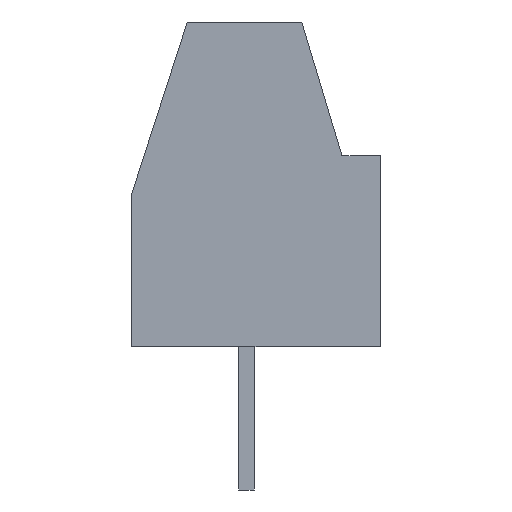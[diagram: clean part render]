
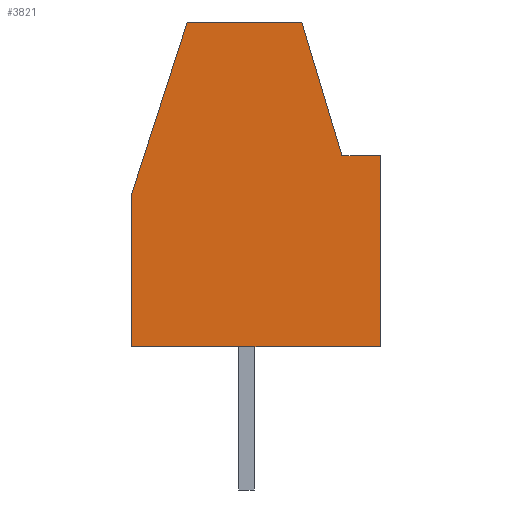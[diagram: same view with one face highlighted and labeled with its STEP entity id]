
A CAD part, left-side view. The second image highlights one B-rep face of the part: STEP entity #3821.
In plain terms, the highlighted planar face has unit normal (-1, 0, 0).
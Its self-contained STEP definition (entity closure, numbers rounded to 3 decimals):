
#3288 = VERTEX_POINT('',#3289);
#3289 = CARTESIAN_POINT('',(0.,-3.5,0.)
  );
#3298 = PLANE('',#3299);
#3299 = AXIS2_PLACEMENT_3D('',#3300,#3301,#3302);
#3300 = CARTESIAN_POINT('',(0.,-3.5,0.));
#3301 = DIRECTION('',(0.,-1.,0.));
#3302 = DIRECTION('',(0.,0.,1.));
#3310 = PLANE('',#3311);
#3311 = AXIS2_PLACEMENT_3D('',#3312,#3313,#3314);
#3312 = CARTESIAN_POINT('',(0.,-3.5,0.));
#3313 = DIRECTION('',(0.,0.,1.));
#3314 = DIRECTION('',(0.,1.,0.));
#3351 = VERTEX_POINT('',#3352);
#3352 = CARTESIAN_POINT('',(0.,-3.5,5.));
#3366 = PLANE('',#3367);
#3367 = AXIS2_PLACEMENT_3D('',#3368,#3369,#3370);
#3368 = CARTESIAN_POINT('',(0.,-3.5,5.));
#3369 = DIRECTION('',(0.,0.,1.));
#3370 = DIRECTION('',(0.,1.,0.));
#3378 = EDGE_CURVE('',#3288,#3351,#3379,.T.);
#3379 = SURFACE_CURVE('',#3380,(#3384,#3391),.PCURVE_S1.);
#3380 = LINE('',#3381,#3382);
#3381 = CARTESIAN_POINT('',(0.,-3.5,0.));
#3382 = VECTOR('',#3383,1.);
#3383 = DIRECTION('',(0.,0.,1.));
#3384 = PCURVE('',#3298,#3385);
#3385 = DEFINITIONAL_REPRESENTATION('',(#3386),#3390);
#3386 = LINE('',#3387,#3388);
#3387 = CARTESIAN_POINT('',(0.,0.));
#3388 = VECTOR('',#3389,1.);
#3389 = DIRECTION('',(1.,0.));
#3390 = ( GEOMETRIC_REPRESENTATION_CONTEXT(2) 
PARAMETRIC_REPRESENTATION_CONTEXT() REPRESENTATION_CONTEXT('2D SPACE',''
  ) );
#3391 = PCURVE('',#3392,#3397);
#3392 = PLANE('',#3393);
#3393 = AXIS2_PLACEMENT_3D('',#3394,#3395,#3396);
#3394 = CARTESIAN_POINT('',(0.,-0.231,
    3.774));
#3395 = DIRECTION('',(1.,0.,0.));
#3396 = DIRECTION('',(0.,0.,1.));
#3397 = DEFINITIONAL_REPRESENTATION('',(#3398),#3402);
#3398 = LINE('',#3399,#3400);
#3399 = CARTESIAN_POINT('',(-3.774,3.269));
#3400 = VECTOR('',#3401,1.);
#3401 = DIRECTION('',(1.,0.));
#3402 = ( GEOMETRIC_REPRESENTATION_CONTEXT(2) 
PARAMETRIC_REPRESENTATION_CONTEXT() REPRESENTATION_CONTEXT('2D SPACE',''
  ) );
#3774 = VERTEX_POINT('',#3775);
#3775 = CARTESIAN_POINT('',(0.,3.,0.));
#3789 = PLANE('',#3790);
#3790 = AXIS2_PLACEMENT_3D('',#3791,#3792,#3793);
#3791 = CARTESIAN_POINT('',(0.,3.,0.)
  );
#3792 = DIRECTION('',(0.,-1.,0.));
#3793 = DIRECTION('',(0.,0.,1.));
#3801 = EDGE_CURVE('',#3288,#3774,#3802,.T.);
#3802 = SURFACE_CURVE('',#3803,(#3807,#3814),.PCURVE_S1.);
#3803 = LINE('',#3804,#3805);
#3804 = CARTESIAN_POINT('',(0.,-3.5,0.));
#3805 = VECTOR('',#3806,1.);
#3806 = DIRECTION('',(0.,1.,0.));
#3807 = PCURVE('',#3310,#3808);
#3808 = DEFINITIONAL_REPRESENTATION('',(#3809),#3813);
#3809 = LINE('',#3810,#3811);
#3810 = CARTESIAN_POINT('',(0.,0.));
#3811 = VECTOR('',#3812,1.);
#3812 = DIRECTION('',(1.,0.));
#3813 = ( GEOMETRIC_REPRESENTATION_CONTEXT(2) 
PARAMETRIC_REPRESENTATION_CONTEXT() REPRESENTATION_CONTEXT('2D SPACE',''
  ) );
#3814 = PCURVE('',#3392,#3815);
#3815 = DEFINITIONAL_REPRESENTATION('',(#3816),#3820);
#3816 = LINE('',#3817,#3818);
#3817 = CARTESIAN_POINT('',(-3.774,3.269));
#3818 = VECTOR('',#3819,1.);
#3819 = DIRECTION('',(0.,-1.));
#3820 = ( GEOMETRIC_REPRESENTATION_CONTEXT(2) 
PARAMETRIC_REPRESENTATION_CONTEXT() REPRESENTATION_CONTEXT('2D SPACE',''
  ) );
#3821 = ADVANCED_FACE('',(#3822),#3392,.F.);
#3822 = FACE_BOUND('',#3823,.F.);
#3823 = EDGE_LOOP('',(#3824,#3825,#3826,#3849,#3877,#3905,#3933));
#3824 = ORIENTED_EDGE('',*,*,#3378,.F.);
#3825 = ORIENTED_EDGE('',*,*,#3801,.T.);
#3826 = ORIENTED_EDGE('',*,*,#3827,.T.);
#3827 = EDGE_CURVE('',#3774,#3828,#3830,.T.);
#3828 = VERTEX_POINT('',#3829);
#3829 = CARTESIAN_POINT('',(0.,3.,4.));
#3830 = SURFACE_CURVE('',#3831,(#3835,#3842),.PCURVE_S1.);
#3831 = LINE('',#3832,#3833);
#3832 = CARTESIAN_POINT('',(0.,3.,0.));
#3833 = VECTOR('',#3834,1.);
#3834 = DIRECTION('',(0.,0.,1.));
#3835 = PCURVE('',#3392,#3836);
#3836 = DEFINITIONAL_REPRESENTATION('',(#3837),#3841);
#3837 = LINE('',#3838,#3839);
#3838 = CARTESIAN_POINT('',(-3.774,-3.231));
#3839 = VECTOR('',#3840,1.);
#3840 = DIRECTION('',(1.,0.));
#3841 = ( GEOMETRIC_REPRESENTATION_CONTEXT(2) 
PARAMETRIC_REPRESENTATION_CONTEXT() REPRESENTATION_CONTEXT('2D SPACE',''
  ) );
#3842 = PCURVE('',#3789,#3843);
#3843 = DEFINITIONAL_REPRESENTATION('',(#3844),#3848);
#3844 = LINE('',#3845,#3846);
#3845 = CARTESIAN_POINT('',(0.,0.));
#3846 = VECTOR('',#3847,1.);
#3847 = DIRECTION('',(1.,0.));
#3848 = ( GEOMETRIC_REPRESENTATION_CONTEXT(2) 
PARAMETRIC_REPRESENTATION_CONTEXT() REPRESENTATION_CONTEXT('2D SPACE',''
  ) );
#3849 = ORIENTED_EDGE('',*,*,#3850,.F.);
#3850 = EDGE_CURVE('',#3851,#3828,#3853,.T.);
#3851 = VERTEX_POINT('',#3852);
#3852 = CARTESIAN_POINT('',(0.,1.551,8.5));
#3853 = SURFACE_CURVE('',#3854,(#3858,#3865),.PCURVE_S1.);
#3854 = LINE('',#3855,#3856);
#3855 = CARTESIAN_POINT('',(0.,1.551,8.5));
#3856 = VECTOR('',#3857,1.);
#3857 = DIRECTION('',(0.,0.307,-0.952)
  );
#3858 = PCURVE('',#3392,#3859);
#3859 = DEFINITIONAL_REPRESENTATION('',(#3860),#3864);
#3860 = LINE('',#3861,#3862);
#3861 = CARTESIAN_POINT('',(4.726,-1.781));
#3862 = VECTOR('',#3863,1.);
#3863 = DIRECTION('',(-0.952,-0.307));
#3864 = ( GEOMETRIC_REPRESENTATION_CONTEXT(2) 
PARAMETRIC_REPRESENTATION_CONTEXT() REPRESENTATION_CONTEXT('2D SPACE',''
  ) );
#3865 = PCURVE('',#3866,#3871);
#3866 = PLANE('',#3867);
#3867 = AXIS2_PLACEMENT_3D('',#3868,#3869,#3870);
#3868 = CARTESIAN_POINT('',(0.,1.551,8.5));
#3869 = DIRECTION('',(0.,0.952,0.307)
  );
#3870 = DIRECTION('',(0.,0.307,-0.952)
  );
#3871 = DEFINITIONAL_REPRESENTATION('',(#3872),#3876);
#3872 = LINE('',#3873,#3874);
#3873 = CARTESIAN_POINT('',(0.,0.));
#3874 = VECTOR('',#3875,1.);
#3875 = DIRECTION('',(1.,0.));
#3876 = ( GEOMETRIC_REPRESENTATION_CONTEXT(2) 
PARAMETRIC_REPRESENTATION_CONTEXT() REPRESENTATION_CONTEXT('2D SPACE',''
  ) );
#3877 = ORIENTED_EDGE('',*,*,#3878,.F.);
#3878 = EDGE_CURVE('',#3879,#3851,#3881,.T.);
#3879 = VERTEX_POINT('',#3880);
#3880 = CARTESIAN_POINT('',(0.,-1.449,8.5));
#3881 = SURFACE_CURVE('',#3882,(#3886,#3893),.PCURVE_S1.);
#3882 = LINE('',#3883,#3884);
#3883 = CARTESIAN_POINT('',(0.,-1.449,8.5));
#3884 = VECTOR('',#3885,1.);
#3885 = DIRECTION('',(0.,1.,0.));
#3886 = PCURVE('',#3392,#3887);
#3887 = DEFINITIONAL_REPRESENTATION('',(#3888),#3892);
#3888 = LINE('',#3889,#3890);
#3889 = CARTESIAN_POINT('',(4.726,1.219));
#3890 = VECTOR('',#3891,1.);
#3891 = DIRECTION('',(0.,-1.));
#3892 = ( GEOMETRIC_REPRESENTATION_CONTEXT(2) 
PARAMETRIC_REPRESENTATION_CONTEXT() REPRESENTATION_CONTEXT('2D SPACE',''
  ) );
#3893 = PCURVE('',#3894,#3899);
#3894 = PLANE('',#3895);
#3895 = AXIS2_PLACEMENT_3D('',#3896,#3897,#3898);
#3896 = CARTESIAN_POINT('',(0.,-1.449,8.5));
#3897 = DIRECTION('',(0.,0.,1.));
#3898 = DIRECTION('',(0.,1.,0.));
#3899 = DEFINITIONAL_REPRESENTATION('',(#3900),#3904);
#3900 = LINE('',#3901,#3902);
#3901 = CARTESIAN_POINT('',(0.,0.));
#3902 = VECTOR('',#3903,1.);
#3903 = DIRECTION('',(1.,0.));
#3904 = ( GEOMETRIC_REPRESENTATION_CONTEXT(2) 
PARAMETRIC_REPRESENTATION_CONTEXT() REPRESENTATION_CONTEXT('2D SPACE',''
  ) );
#3905 = ORIENTED_EDGE('',*,*,#3906,.F.);
#3906 = EDGE_CURVE('',#3907,#3879,#3909,.T.);
#3907 = VERTEX_POINT('',#3908);
#3908 = CARTESIAN_POINT('',(0.,-2.5,5.));
#3909 = SURFACE_CURVE('',#3910,(#3914,#3921),.PCURVE_S1.);
#3910 = LINE('',#3911,#3912);
#3911 = CARTESIAN_POINT('',(0.,-2.5,5.));
#3912 = VECTOR('',#3913,1.);
#3913 = DIRECTION('',(0.,0.288,0.958)
  );
#3914 = PCURVE('',#3392,#3915);
#3915 = DEFINITIONAL_REPRESENTATION('',(#3916),#3920);
#3916 = LINE('',#3917,#3918);
#3917 = CARTESIAN_POINT('',(1.226,2.269));
#3918 = VECTOR('',#3919,1.);
#3919 = DIRECTION('',(0.958,-0.288));
#3920 = ( GEOMETRIC_REPRESENTATION_CONTEXT(2) 
PARAMETRIC_REPRESENTATION_CONTEXT() REPRESENTATION_CONTEXT('2D SPACE',''
  ) );
#3921 = PCURVE('',#3922,#3927);
#3922 = PLANE('',#3923);
#3923 = AXIS2_PLACEMENT_3D('',#3924,#3925,#3926);
#3924 = CARTESIAN_POINT('',(0.,-2.5,5.));
#3925 = DIRECTION('',(0.,-0.958,0.288)
  );
#3926 = DIRECTION('',(0.,0.288,0.958)
  );
#3927 = DEFINITIONAL_REPRESENTATION('',(#3928),#3932);
#3928 = LINE('',#3929,#3930);
#3929 = CARTESIAN_POINT('',(0.,0.));
#3930 = VECTOR('',#3931,1.);
#3931 = DIRECTION('',(1.,0.));
#3932 = ( GEOMETRIC_REPRESENTATION_CONTEXT(2) 
PARAMETRIC_REPRESENTATION_CONTEXT() REPRESENTATION_CONTEXT('2D SPACE',''
  ) );
#3933 = ORIENTED_EDGE('',*,*,#3934,.F.);
#3934 = EDGE_CURVE('',#3351,#3907,#3935,.T.);
#3935 = SURFACE_CURVE('',#3936,(#3940,#3947),.PCURVE_S1.);
#3936 = LINE('',#3937,#3938);
#3937 = CARTESIAN_POINT('',(0.,-3.5,5.));
#3938 = VECTOR('',#3939,1.);
#3939 = DIRECTION('',(0.,1.,0.));
#3940 = PCURVE('',#3392,#3941);
#3941 = DEFINITIONAL_REPRESENTATION('',(#3942),#3946);
#3942 = LINE('',#3943,#3944);
#3943 = CARTESIAN_POINT('',(1.226,3.269));
#3944 = VECTOR('',#3945,1.);
#3945 = DIRECTION('',(0.,-1.));
#3946 = ( GEOMETRIC_REPRESENTATION_CONTEXT(2) 
PARAMETRIC_REPRESENTATION_CONTEXT() REPRESENTATION_CONTEXT('2D SPACE',''
  ) );
#3947 = PCURVE('',#3366,#3948);
#3948 = DEFINITIONAL_REPRESENTATION('',(#3949),#3953);
#3949 = LINE('',#3950,#3951);
#3950 = CARTESIAN_POINT('',(0.,0.));
#3951 = VECTOR('',#3952,1.);
#3952 = DIRECTION('',(1.,0.));
#3953 = ( GEOMETRIC_REPRESENTATION_CONTEXT(2) 
PARAMETRIC_REPRESENTATION_CONTEXT() REPRESENTATION_CONTEXT('2D SPACE',''
  ) );
